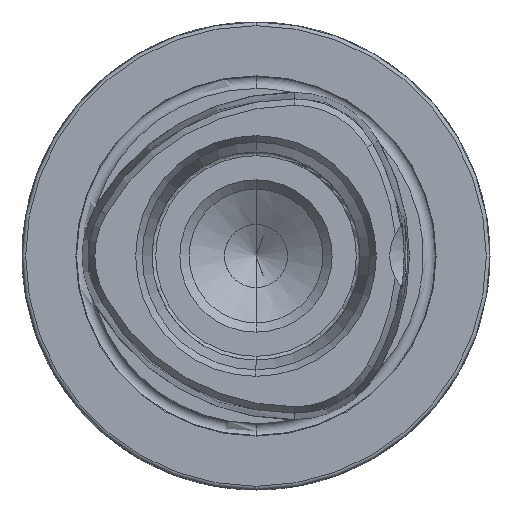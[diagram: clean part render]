
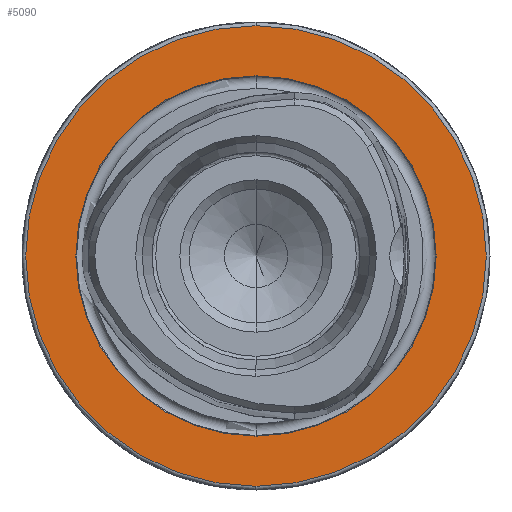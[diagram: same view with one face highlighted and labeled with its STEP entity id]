
A CAD part, left-side view. The second image highlights one B-rep face of the part: STEP entity #5090.
In plain terms, the highlighted planar face has unit normal (-1, 0, 0).
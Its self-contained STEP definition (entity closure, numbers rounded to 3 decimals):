
#285 = FACE_OUTER_BOUND ( 'NONE', #8376, .T. ) ;
#342 = ORIENTED_EDGE ( 'NONE', *, *, #2989, .T. ) ;
#389 = ORIENTED_EDGE ( 'NONE', *, *, #3434, .F. ) ;
#883 = DIRECTION ( 'NONE',  ( -1., 0., 0. ) ) ;
#983 = CARTESIAN_POINT ( 'NONE',  ( 0., 0., 0. ) ) ;
#1075 = CARTESIAN_POINT ( 'NONE',  ( 0., 24.25, 0. ) ) ;
#1115 = ORIENTED_EDGE ( 'NONE', *, *, #1263, .F. ) ;
#1150 = EDGE_CURVE ( 'NONE', #9117, #9525, #3019, .T. ) ;
#1263 = EDGE_CURVE ( 'NONE', #1507, #2436, #2184, .T. ) ;
#1507 = VERTEX_POINT ( 'NONE', #5532 ) ;
#1587 = CARTESIAN_POINT ( 'NONE',  ( 0., 0., 24.25 ) ) ;
#1978 = CARTESIAN_POINT ( 'NONE',  ( 0., 0., 0. ) ) ;
#2184 = CIRCLE ( 'NONE', #6542, 24.25 ) ;
#2436 = VERTEX_POINT ( 'NONE', #1587 ) ;
#2597 = ORIENTED_EDGE ( 'NONE', *, *, #1150, .T. ) ;
#2703 = CARTESIAN_POINT ( 'NONE',  ( 0., 0., -31. ) ) ;
#2873 = AXIS2_PLACEMENT_3D ( 'NONE', #9592, #4947, #4071 ) ;
#2989 = EDGE_CURVE ( 'NONE', #9525, #9117, #8949, .T. ) ;
#3019 = CIRCLE ( 'NONE', #2873, 31. ) ;
#3434 = EDGE_CURVE ( 'NONE', #2436, #1507, #9967, .T. ) ;
#3820 = AXIS2_PLACEMENT_3D ( 'NONE', #9680, #9756, #5037 ) ;
#4071 = DIRECTION ( 'NONE',  ( 0., 0., 1. ) ) ;
#4792 = DIRECTION ( 'NONE',  ( 0., 0., 1. ) ) ;
#4947 = DIRECTION ( 'NONE',  ( -1., 0., 0. ) ) ;
#5037 = DIRECTION ( 'NONE',  ( 0., 0., 1. ) ) ;
#5054 = DIRECTION ( 'NONE',  ( 0., 0., 1. ) ) ;
#5090 = ADVANCED_FACE ( 'NONE', ( #7137, #285 ), #7345, .F. ) ;
#5532 = CARTESIAN_POINT ( 'NONE',  ( 0., 0., -24.25 ) ) ;
#5864 = DIRECTION ( 'NONE',  ( 1., 0., 0. ) ) ;
#5937 = CARTESIAN_POINT ( 'NONE',  ( 0., 0., 31. ) ) ;
#6542 = AXIS2_PLACEMENT_3D ( 'NONE', #1978, #8973, #5054 ) ;
#6629 = AXIS2_PLACEMENT_3D ( 'NONE', #983, #883, #4792 ) ;
#7137 = FACE_BOUND ( 'NONE', #7672, .T. ) ;
#7345 = PLANE ( 'NONE',  #10008 ) ;
#7672 = EDGE_LOOP ( 'NONE', ( #389, #1115 ) ) ;
#8376 = EDGE_LOOP ( 'NONE', ( #2597, #342 ) ) ;
#8927 = DIRECTION ( 'NONE',  ( 0., 0., -1. ) ) ;
#8949 = CIRCLE ( 'NONE', #3820, 31. ) ;
#8973 = DIRECTION ( 'NONE',  ( -1., 0., 0. ) ) ;
#9117 = VERTEX_POINT ( 'NONE', #5937 ) ;
#9525 = VERTEX_POINT ( 'NONE', #2703 ) ;
#9592 = CARTESIAN_POINT ( 'NONE',  ( 0., 0., 0. ) ) ;
#9680 = CARTESIAN_POINT ( 'NONE',  ( 0., 0., 0. ) ) ;
#9756 = DIRECTION ( 'NONE',  ( -1., 0., 0. ) ) ;
#9967 = CIRCLE ( 'NONE', #6629, 24.25 ) ;
#10008 = AXIS2_PLACEMENT_3D ( 'NONE', #1075, #5864, #8927 ) ;
